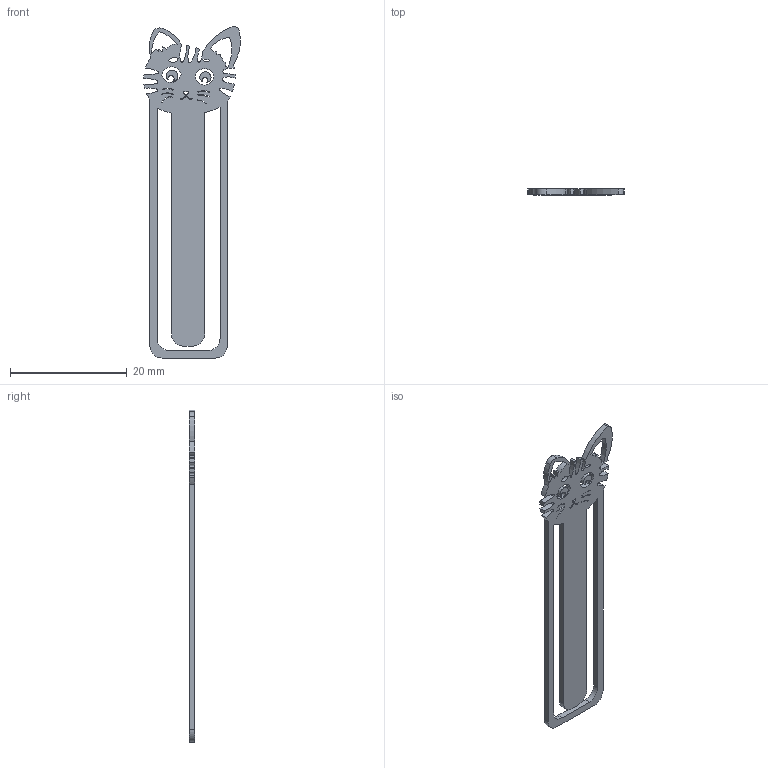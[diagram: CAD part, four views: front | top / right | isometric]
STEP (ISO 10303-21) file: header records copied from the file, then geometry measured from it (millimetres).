
FILE_DESCRIPTION(/* description */ ('STEP AP242','CAx-IF Rec.Pracs.---Representation and Presentation of Product Manufacturing Information (PMI)---4.0---2014-10-13','CAx-IF Rec.Pracs.---3D Tessellated Geometry---0.4---2014-09-14','2;1'),/* implementation_level */ '2;1');
FILE_NAME(/* name */ '6686191a8b669f2dce1d70aa',/* time_stamp */ '2024-07-04T03:38:02Z',/* author */ (''),/* organization */ (''),/* preprocessor_version */ 'ST-DEVELOPER v20',/* originating_system */ ' ',/* authorisation */ ' ');
FILE_SCHEMA (('AP242_MANAGED_MODEL_BASED_3D_ENGINEERING_MIM_LF { 1 0 10303 442 1 1 4 }'));
Length unit declared in the file: metre
Products named in the file (3): Part 3; Part 2; Part 1
Bounding box: 16.56 x 1 x 56.91 mm (x, y, z)
Volume: 489 mm3; surface area: 1441.7 mm2
Topology: 3 solids, 3 shells, 143 faces, 411 edges, 274 vertices
Faces by surface type: cylinder 92, plane 51
Entity records: 4899 total; most frequent: DIRECTION 887, CARTESIAN_POINT 831, ORIENTED_EDGE 822, EDGE_CURVE 411, AXIS2_PLACEMENT_3D 330, VERTEX_POINT 274, LINE 227, VECTOR 227
